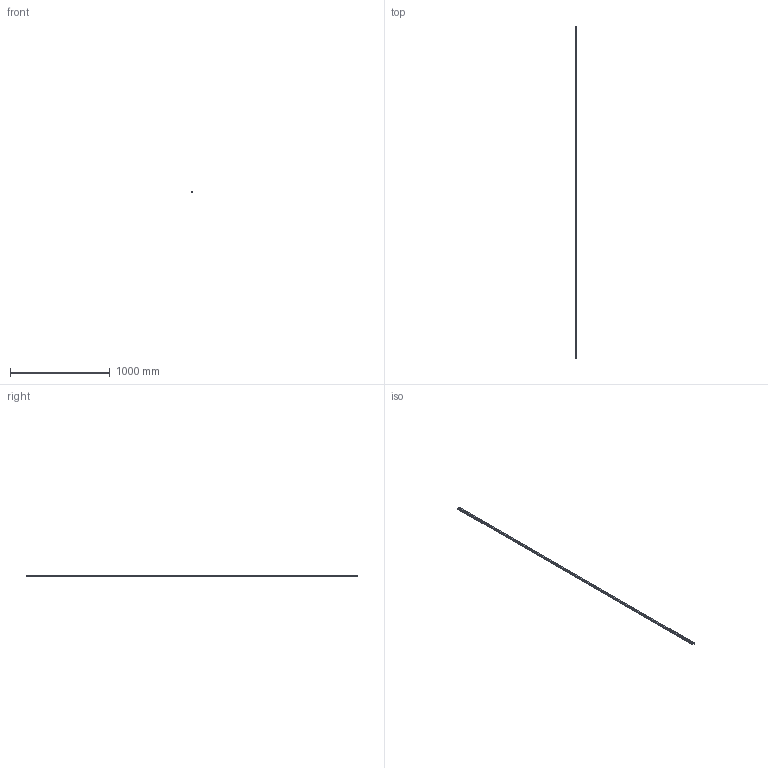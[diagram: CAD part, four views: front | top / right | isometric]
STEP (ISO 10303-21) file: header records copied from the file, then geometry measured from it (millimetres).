
FILE_DESCRIPTION(('STEP AP214'),'1');
FILE_NAME('cctmp_07D85F40-39E1-4EEF-8D66-BD0AB53ED6F7_2021_01_21_15_05_25_0492..stp','2021-01-21T14:05:25',('HIWIN GmbH'),('CADClick - www.CADClick.com'),'Spatial InterOp 3D',' ','unknown authorization');
FILE_SCHEMA(('AUTOMOTIVE_DESIGN'));
Length unit declared in the file: millimetre
Products named in the file (1): HGR20T3330C_FILE
Bounding box: 20 x 3330 x 17.5 mm (x, y, z)
Volume: 983409.1 mm3; surface area: 265419.4 mm2
Topology: 1 solids, 1 shells, 331 faces, 863 edges, 482 vertices
Faces by surface type: cylinder 134, cone 112, plane 85
Entity records: 11937 total; most frequent: DIRECTION 1683, CARTESIAN_POINT 1565, ORIENTED_EDGE 1502, EDGE_CURVE 751, AXIS2_PLACEMENT_3D 600, LINE 483, VECTOR 483, VERTEX_POINT 482
